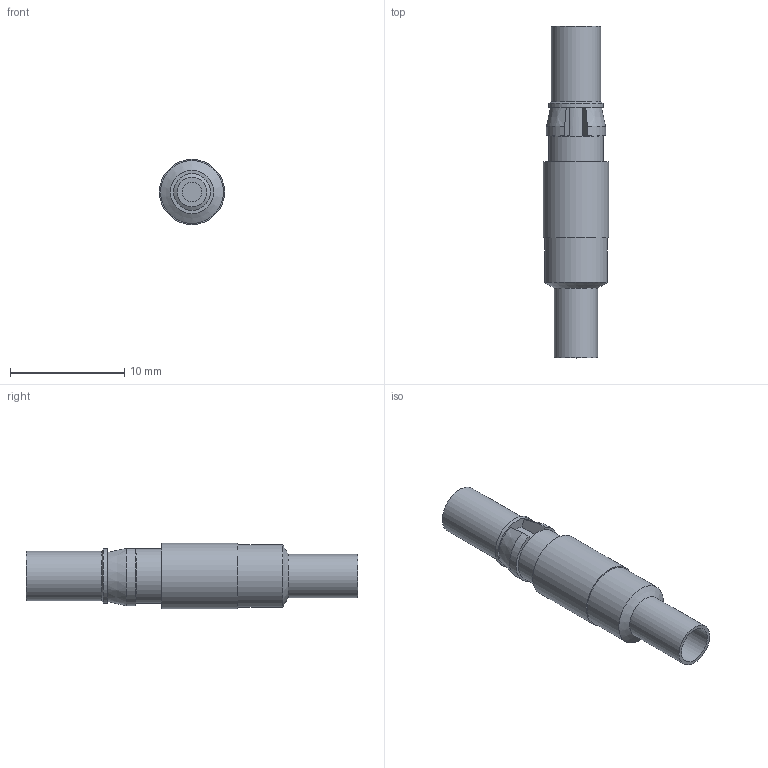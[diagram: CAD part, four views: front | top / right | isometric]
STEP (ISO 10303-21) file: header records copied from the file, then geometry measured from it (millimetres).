
FILE_DESCRIPTION(/* description */ (''),/* implementation_level */ '2;1');
FILE_NAME(/* name */ '100150776ugm000_b.stp',/* time_stamp */ '2013-12-20T09:57:35+01:00',/* author */ (''),/* organization */ (''),/* preprocessor_version */ 'ST-DEVELOPER v15',/* originating_system */ 'SIEMENS PLM Software NX 8.5',/* authorisation */ '');
FILE_SCHEMA (('AUTOMOTIVE_DESIGN { 1 0 10303 214 3 1 1 1 }'));
Length unit declared in the file: millimetre
Products named in the file (1): 100150776ugm000_b
Bounding box: 5.7 x 29 x 5.7 mm (x, y, z)
Volume: 394.2 mm3; surface area: 879.6 mm2
Topology: 1 solids, 1 shells, 57 faces, 120 edges, 73 vertices
Faces by surface type: plane 21, cylinder 17, bspline 12, cone 7
Full cylindrical faces by diameter (mm): 0.6 x1, 0.96 x1, 1.7 x1, 2.6 x1, 3 x2, 3.05 x1, 3.2 x1, 3.8 x1, 3.9 x1, 4.3 x1, 4.75 x1, 4.8 x1, 4.9 x1, 5.5 x1, 5.7 x1
Entity records: 1484 total; most frequent: CARTESIAN_POINT 352, DIRECTION 228, ORIENTED_EDGE 192, AXIS2_PLACEMENT_3D 98, EDGE_CURVE 96, EDGE_LOOP 87, VERTEX_POINT 72, FACE_BOUND 62
